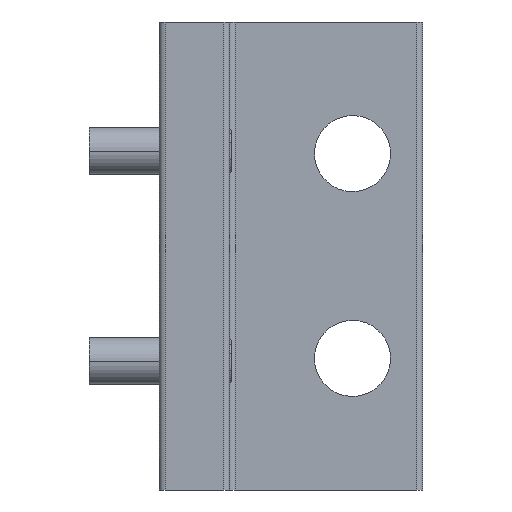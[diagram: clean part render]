
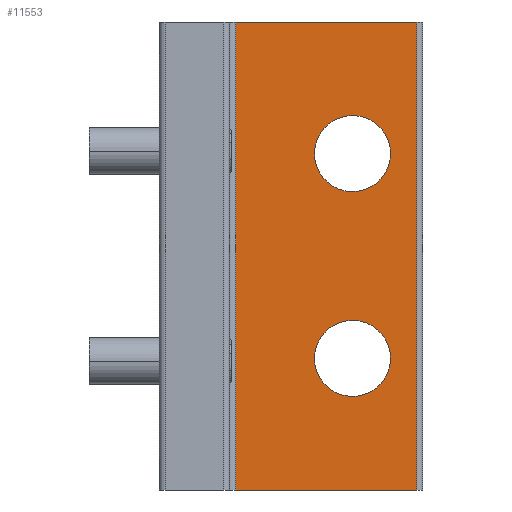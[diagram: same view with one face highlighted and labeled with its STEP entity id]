
A CAD part, left-side view. The second image highlights one B-rep face of the part: STEP entity #11553.
In plain terms, the highlighted planar face has unit normal (-1, 0, 0).
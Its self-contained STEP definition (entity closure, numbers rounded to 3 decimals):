
#11458=AXIS2_PLACEMENT_3D('Circle Axis2P3D',#11456,#11457,$) ;
#11482=AXIS2_PLACEMENT_3D('Circle Axis2P3D',#11480,#11481,$) ;
#11495=AXIS2_PLACEMENT_3D('Plane Axis2P3D',#11492,#11493,#11494) ;
#11537=AXIS2_PLACEMENT_3D('Circle Axis2P3D',#11535,#11536,$) ;
#11546=AXIS2_PLACEMENT_3D('Circle Axis2P3D',#11544,#11545,$) ;
#11453=CARTESIAN_POINT('Vertex',(-401.75,-388.704,232.616)) ;
#11456=CARTESIAN_POINT('Axis2P3D Location',(-401.75,-383.,229.5)) ;
#11460=CARTESIAN_POINT('Vertex',(-401.75,-377.296,226.384)) ;
#11480=CARTESIAN_POINT('Axis2P3D Location',(-401.75,-383.,229.5)) ;
#11492=CARTESIAN_POINT('Axis2P3D Location',(-401.75,-362.,247.)) ;
#11497=CARTESIAN_POINT('Line Origine',(-401.75,-378.5,287.)) ;
#11501=CARTESIAN_POINT('Vertex',(-401.75,-394.,287.)) ;
#11503=CARTESIAN_POINT('Vertex',(-401.75,-363.,287.)) ;
#11506=CARTESIAN_POINT('Line Origine',(-401.75,-363.,247.)) ;
#11510=CARTESIAN_POINT('Vertex',(-401.75,-363.,207.)) ;
#11513=CARTESIAN_POINT('Line Origine',(-401.75,-378.5,207.)) ;
#11517=CARTESIAN_POINT('Vertex',(-401.75,-394.,207.)) ;
#11520=CARTESIAN_POINT('Line Origine',(-401.75,-394.,247.)) ;
#11535=CARTESIAN_POINT('Axis2P3D Location',(-401.75,-383.,264.5)) ;
#11539=CARTESIAN_POINT('Vertex',(-401.75,-377.296,261.384)) ;
#11541=CARTESIAN_POINT('Vertex',(-401.75,-388.704,267.616)) ;
#11544=CARTESIAN_POINT('Axis2P3D Location',(-401.75,-383.,264.5)) ;
#11457=DIRECTION('Axis2P3D Direction',(-1.,0.,0.)) ;
#11481=DIRECTION('Axis2P3D Direction',(-1.,0.,0.)) ;
#11493=DIRECTION('Axis2P3D Direction',(1.,0.,0.)) ;
#11494=DIRECTION('Axis2P3D XDirection',(0.,-1.,0.)) ;
#11498=DIRECTION('Vector Direction',(0.,-1.,0.)) ;
#11507=DIRECTION('Vector Direction',(0.,0.,-1.)) ;
#11514=DIRECTION('Vector Direction',(0.,-1.,0.)) ;
#11521=DIRECTION('Vector Direction',(0.,0.,-1.)) ;
#11536=DIRECTION('Axis2P3D Direction',(1.,0.,0.)) ;
#11545=DIRECTION('Axis2P3D Direction',(1.,0.,0.)) ;
#11499=VECTOR('Line Direction',#11498,1.) ;
#11508=VECTOR('Line Direction',#11507,1.) ;
#11515=VECTOR('Line Direction',#11514,1.) ;
#11522=VECTOR('Line Direction',#11521,1.) ;
#11526=ORIENTED_EDGE('',*,*,#11505,.T.) ;
#11527=ORIENTED_EDGE('',*,*,#11512,.F.) ;
#11528=ORIENTED_EDGE('',*,*,#11519,.F.) ;
#11529=ORIENTED_EDGE('',*,*,#11524,.F.) ;
#11532=ORIENTED_EDGE('',*,*,#11484,.F.) ;
#11533=ORIENTED_EDGE('',*,*,#11462,.F.) ;
#11550=ORIENTED_EDGE('',*,*,#11543,.F.) ;
#11551=ORIENTED_EDGE('',*,*,#11548,.F.) ;
#11534=FACE_BOUND('',#11531,.T.) ;
#11552=FACE_BOUND('',#11549,.T.) ;
#11553=ADVANCED_FACE('RA4624001_1PA_001_04_TERMINALE_POSTERIORE_A.7\\PartBody',(#11530,#11534,#11552),#11496,.F.) ;
#11459=CIRCLE('generated circle',#11458,6.5) ;
#11483=CIRCLE('generated circle',#11482,6.5) ;
#11538=CIRCLE('generated circle',#11537,6.5) ;
#11547=CIRCLE('generated circle',#11546,6.5) ;
#11462=EDGE_CURVE('',#11454,#11461,#11459,.T.) ;
#11484=EDGE_CURVE('',#11461,#11454,#11483,.T.) ;
#11505=EDGE_CURVE('',#11502,#11504,#11500,.F.) ;
#11512=EDGE_CURVE('',#11511,#11504,#11509,.F.) ;
#11519=EDGE_CURVE('',#11518,#11511,#11516,.F.) ;
#11524=EDGE_CURVE('',#11502,#11518,#11523,.T.) ;
#11543=EDGE_CURVE('',#11540,#11542,#11538,.F.) ;
#11548=EDGE_CURVE('',#11542,#11540,#11547,.F.) ;
#11525=EDGE_LOOP('',(#11526,#11527,#11528,#11529)) ;
#11531=EDGE_LOOP('',(#11532,#11533)) ;
#11549=EDGE_LOOP('',(#11550,#11551)) ;
#11530=FACE_OUTER_BOUND('',#11525,.T.) ;
#11500=LINE('Line',#11497,#11499) ;
#11509=LINE('Line',#11506,#11508) ;
#11516=LINE('Line',#11513,#11515) ;
#11523=LINE('Line',#11520,#11522) ;
#11496=PLANE('',#11495) ;
#11454=VERTEX_POINT('',#11453) ;
#11461=VERTEX_POINT('',#11460) ;
#11502=VERTEX_POINT('',#11501) ;
#11504=VERTEX_POINT('',#11503) ;
#11511=VERTEX_POINT('',#11510) ;
#11518=VERTEX_POINT('',#11517) ;
#11540=VERTEX_POINT('',#11539) ;
#11542=VERTEX_POINT('',#11541) ;
